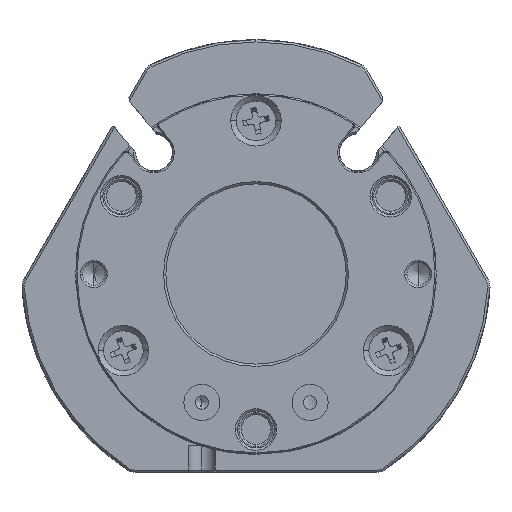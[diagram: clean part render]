
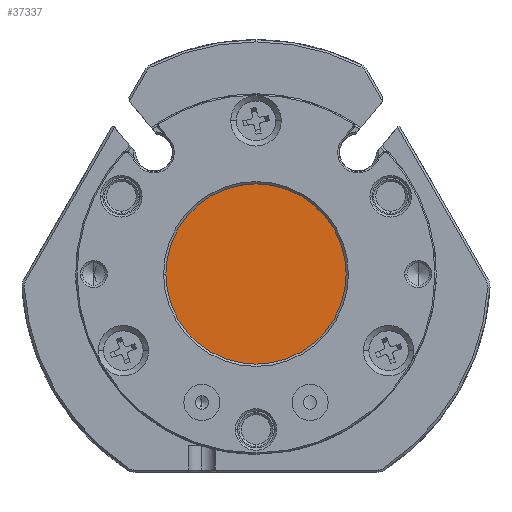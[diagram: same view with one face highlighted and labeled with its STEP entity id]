
A CAD part, front view. The second image highlights one B-rep face of the part: STEP entity #37337.
In plain terms, the highlighted face is planar.
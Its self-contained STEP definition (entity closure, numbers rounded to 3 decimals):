
#3551 = AXIS2_PLACEMENT_3D ( 'NONE', #15370, #62868, #22171 ) ;
#5568 = FACE_OUTER_BOUND ( 'NONE', #9842, .T. ) ;
#6670 = CIRCLE ( 'NONE', #45269, 10. ) ;
#9842 = EDGE_LOOP ( 'NONE', ( #74041, #75276 ) ) ;
#11826 = CIRCLE ( 'NONE', #3551, 10. ) ;
#12375 = DIRECTION ( 'NONE',  ( 0., 0., 1. ) ) ;
#13881 = CARTESIAN_POINT ( 'NONE',  ( -10., 0., 1.5 ) ) ;
#14121 = VERTEX_POINT ( 'NONE', #74915 ) ;
#14915 = DIRECTION ( 'NONE',  ( 0., 0., 1. ) ) ;
#15370 = CARTESIAN_POINT ( 'NONE',  ( 0., 0., 1.5 ) ) ;
#16931 = AXIS2_PLACEMENT_3D ( 'NONE', #48687, #14915, #62410 ) ;
#22171 = DIRECTION ( 'NONE',  ( 1., 0., 0. ) ) ;
#37337 = ADVANCED_FACE ( 'NONE', ( #5568 ), #55551, .T. ) ;
#45269 = AXIS2_PLACEMENT_3D ( 'NONE', #53004, #12375, #59853 ) ;
#46625 = EDGE_CURVE ( 'NONE', #14121, #56628, #6670, .T. ) ;
#48687 = CARTESIAN_POINT ( 'NONE',  ( 0., 0., 1.5 ) ) ;
#53004 = CARTESIAN_POINT ( 'NONE',  ( 0., 0., 1.5 ) ) ;
#55551 = PLANE ( 'NONE',  #16931 ) ;
#56628 = VERTEX_POINT ( 'NONE', #13881 ) ;
#59853 = DIRECTION ( 'NONE',  ( 1., 0., 0. ) ) ;
#62410 = DIRECTION ( 'NONE',  ( 1., 0., 0. ) ) ;
#62868 = DIRECTION ( 'NONE',  ( 0., 0., 1. ) ) ;
#71886 = EDGE_CURVE ( 'NONE', #56628, #14121, #11826, .T. ) ;
#74041 = ORIENTED_EDGE ( 'NONE', *, *, #46625, .T. ) ;
#74915 = CARTESIAN_POINT ( 'NONE',  ( 10., 0., 1.5 ) ) ;
#75276 = ORIENTED_EDGE ( 'NONE', *, *, #71886, .T. ) ;
